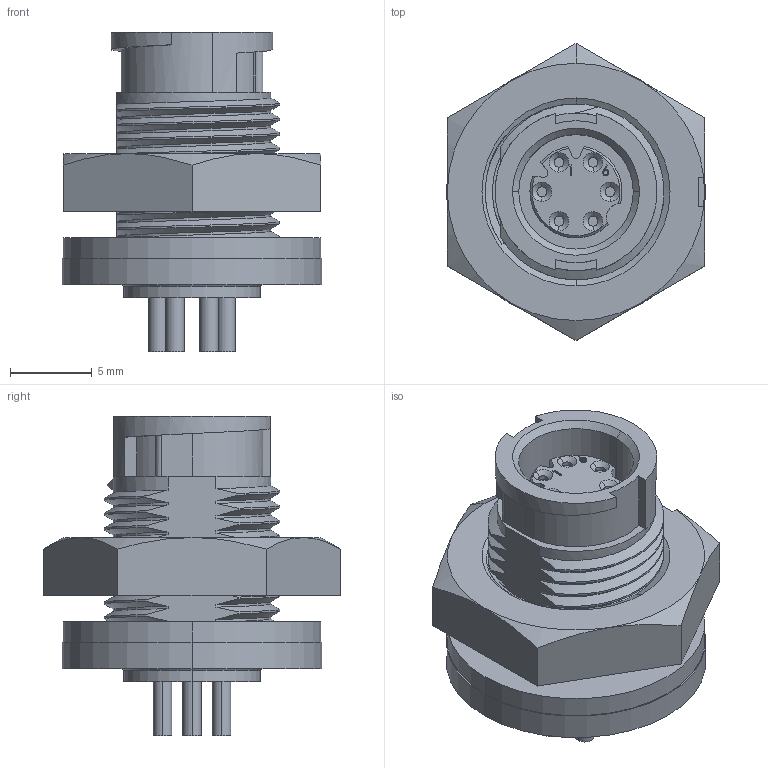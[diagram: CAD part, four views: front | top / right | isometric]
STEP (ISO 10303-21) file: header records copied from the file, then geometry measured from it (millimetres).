
FILE_DESCRIPTION (( 'STEP AP203' ), '1' );
FILE_NAME ('17980-6SG-300.STEP', '2013-05-23T21:24:06', ( 'J0FPBF1' ), ( '' ), 'SwSTEP 2.0', 'SolidWorks 2012', '' );
FILE_SCHEMA (( 'CONFIG_CONTROL_DESIGN' ));
Length unit declared in the file: inch
Products named in the file (1): 17980-6SG-300
Bounding box: 15.88 x 18.18 x 19.56 mm (x, y, z)
Volume: 1829.9 mm3; surface area: 2132.3 mm2
Topology: 2 solids, 8 shells, 346 faces, 877 edges, 577 vertices
Faces by surface type: plane 122, cylinder 106, bspline 70, cone 36, sphere 8, torus 4
Entity records: 19809 total; most frequent: CARTESIAN_POINT 12027, ORIENTED_EDGE 1754, DIRECTION 1370, EDGE_CURVE 877, VERTEX_POINT 577, AXIS2_PLACEMENT_3D 485, LINE 400, VECTOR 400
